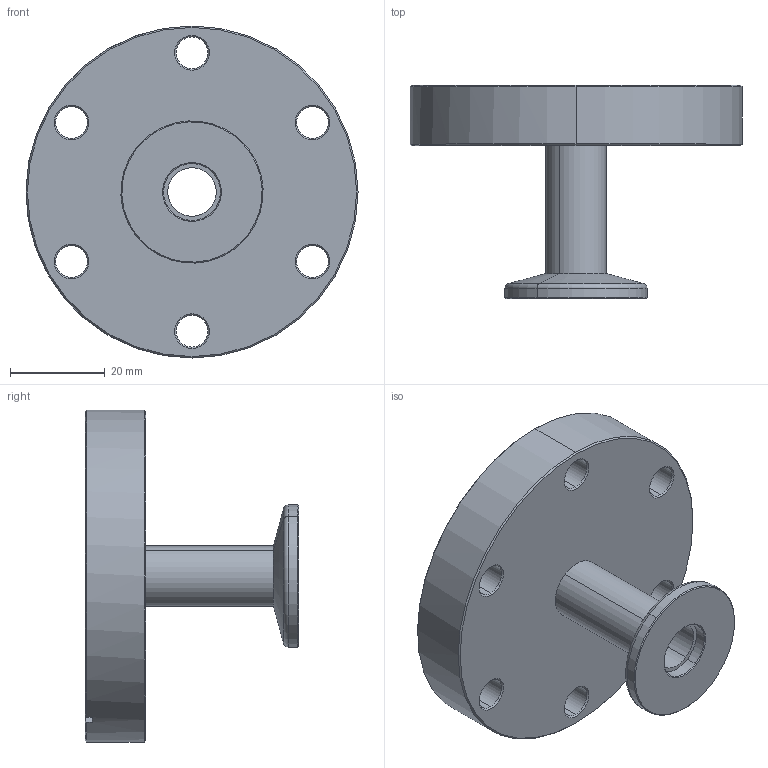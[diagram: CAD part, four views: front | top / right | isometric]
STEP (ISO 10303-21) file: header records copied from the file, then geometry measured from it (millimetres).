
FILE_DESCRIPTION (( 'STEP AP214' ), '1' );
FILE_NAME ('Hositrad_CFA35-KF10.STEP', '2014-08-26T10:17:05', ( '' ), ( '' ), 'SwSTEP 2.0', 'SolidWorks 2014', '' );
FILE_SCHEMA (( 'AUTOMOTIVE_DESIGN' ));
Length unit declared in the file: millimetre
Products named in the file (3): KF-Weld Stub-All_KF10-13-38,3-Sp; NW35CF-Straight Hole_CF35-Hole 12.7; Hositrad_CFA35-KF10
Assembly tree (2 placements, depth 2):
  Hositrad_CFA35-KF10
    NW35CF-Straight Hole_CF35-Hole 12.7
    KF-Weld Stub-All_KF10-13-38,3-Sp
Bounding box: 70 x 45 x 70 mm (x, y, z)
Volume: 46637.4 mm3; surface area: 16571.5 mm2
Topology: 2 solids, 2 shells, 76 faces, 171 edges, 100 vertices
Faces by surface type: cone 39, cylinder 26, plane 9, torus 2
Entity records: 2260 total; most frequent: DIRECTION 428, CARTESIAN_POINT 358, ORIENTED_EDGE 342, AXIS2_PLACEMENT_3D 178, EDGE_CURVE 171, VERTEX_POINT 100, CIRCLE 97, EDGE_LOOP 93
